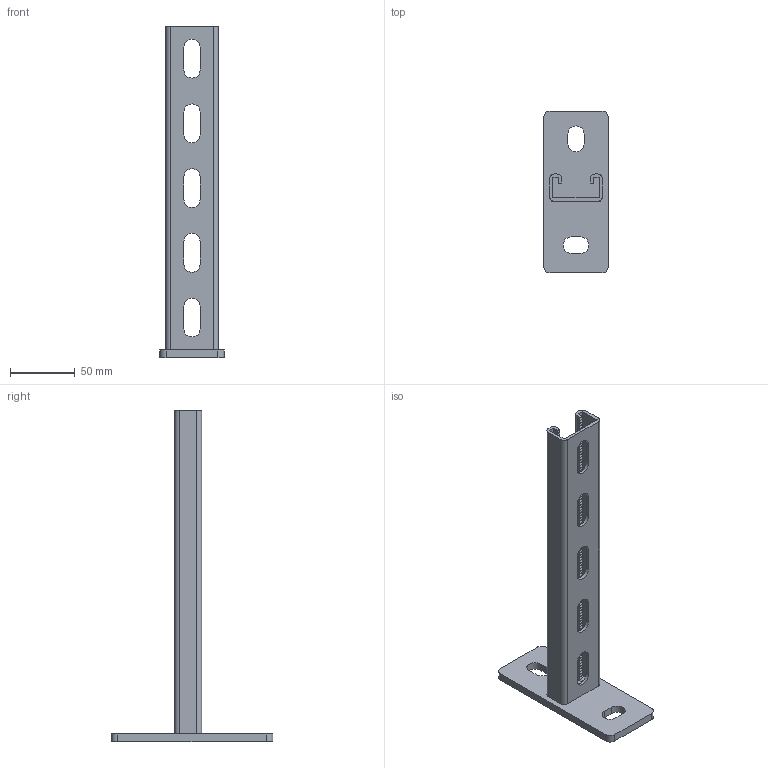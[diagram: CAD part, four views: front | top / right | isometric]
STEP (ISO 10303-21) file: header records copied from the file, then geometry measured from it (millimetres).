
FILE_DESCRIPTION (( 'STEP AP203' ), '1' );
FILE_NAME ('ÊÈÂÀ 207.03.00ÑÁ_Êîíñîëü Strut îäèíàðíàÿ_h21 L200.step', '2022-01-27T09:19:56', ( '' ), ( '' ), 'SwSTEP 2.0', 'SolidWorks 2017', '' );
FILE_SCHEMA (( 'CONFIG_CONTROL_DESIGN' ));
Length unit declared in the file: millimetre
Products named in the file (3): ÊÈÂÀ 207.03.00ÑÁ_Êîíñîëü Strut îäèíàðíàÿ_h21 L200; STRUT-镳铘桦黖h21-250; ÊÈÂÀ 207.03.01 Ïÿòêà êîíñîëè ¹1
Assembly tree (2 placements, depth 2):
  ÊÈÂÀ 207.03.00ÑÁ_Êîíñîëü Strut îäèíàðíàÿ_h21 L200
    ÊÈÂÀ 207.03.01 Ïÿòêà êîíñîëè ¹1
    STRUT-镳铘桦黖h21-250
Bounding box: 50 x 125 x 256 mm (x, y, z)
Volume: 88779.9 mm3; surface area: 61453.3 mm2
Topology: 2 solids, 2 shells, 462 faces, 1373 edges, 915 vertices
Faces by surface type: plane 437, cylinder 25
Entity records: 15532 total; most frequent: CARTESIAN_POINT 2755, ORIENTED_EDGE 2746, DIRECTION 2357, EDGE_CURVE 1373, VECTOR 1323, LINE 1323, VERTEX_POINT 915, AXIS2_PLACEMENT_3D 517
